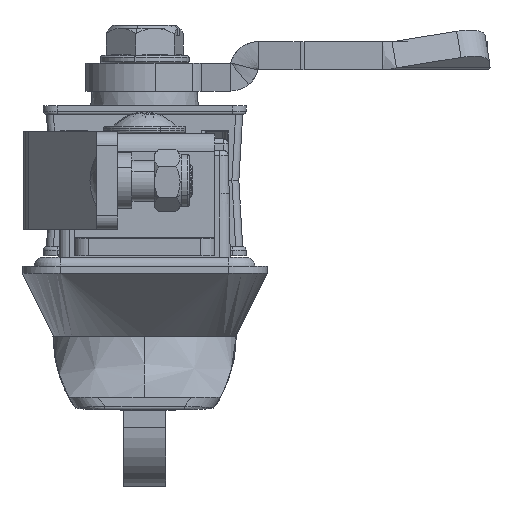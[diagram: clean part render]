
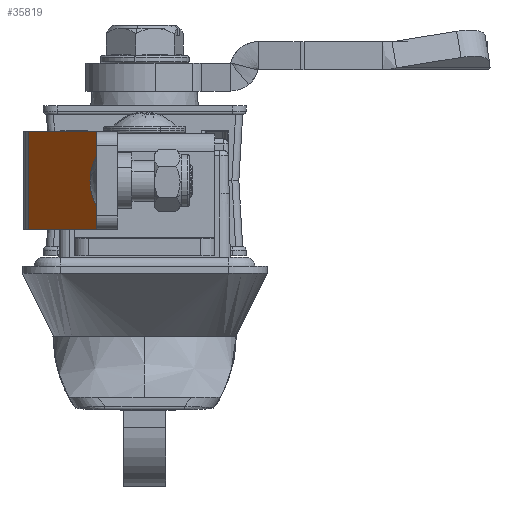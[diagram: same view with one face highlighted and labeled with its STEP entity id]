
A CAD part, left-side view. The second image highlights one B-rep face of the part: STEP entity #35819.
In plain terms, the highlighted planar face has unit normal (-0.628, 0.778, 0).
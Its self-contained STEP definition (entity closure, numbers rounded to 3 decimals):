
#104 = EDGE_CURVE ( 'NONE', #31273, #14494, #17800, .T. ) ;
#1812 = EDGE_CURVE ( 'NONE', #14494, #27470, #16467, .T. ) ;
#3715 = CARTESIAN_POINT ( 'NONE',  ( -116.961, 16.578, 5.2 ) ) ;
#4330 = CARTESIAN_POINT ( 'NONE',  ( -128.998, 6.856, 5.2 ) ) ;
#4624 = ORIENTED_EDGE ( 'NONE', *, *, #1812, .T. ) ;
#7998 = VECTOR ( 'NONE', #10869, 1000. ) ;
#9991 = CARTESIAN_POINT ( 'NONE',  ( -128.998, 6.856, 9.867 ) ) ;
#10869 = DIRECTION ( 'NONE',  ( 0.778, 0.628, 0. ) ) ;
#13781 = ORIENTED_EDGE ( 'NONE', *, *, #104, .T. ) ;
#14494 = VERTEX_POINT ( 'NONE', #27023 ) ;
#14678 = CARTESIAN_POINT ( 'NONE',  ( -116.961, 16.578, 19.2 ) ) ;
#15953 = LINE ( 'NONE', #27105, #7998 ) ;
#16467 = B_SPLINE_CURVE_WITH_KNOTS ( 'NONE', 3,
 ( #4330, #9991, #20932, #26414 ),
 .UNSPECIFIED., .F., .F.,
 ( 4, 4 ),
 ( -0.176, 1. ),
 .UNSPECIFIED. ) ;
#17800 = LINE ( 'NONE', #20202, #35715 ) ;
#17958 = CARTESIAN_POINT ( 'NONE',  ( -116.961, 16.578, 5.2 ) ) ;
#19650 = PLANE ( 'NONE',  #25302 ) ;
#20202 = CARTESIAN_POINT ( 'NONE',  ( -116.572, 16.892, 5.2 ) ) ;
#20932 = CARTESIAN_POINT ( 'NONE',  ( -128.998, 6.856, 14.533 ) ) ;
#23208 = EDGE_CURVE ( 'NONE', #31273, #35012, #30737, .T. ) ;
#24941 = CARTESIAN_POINT ( 'NONE',  ( -116.572, 16.892, 6.8 ) ) ;
#25302 = AXIS2_PLACEMENT_3D ( 'NONE', #24941, #30579, #30762 ) ;
#25778 = CARTESIAN_POINT ( 'NONE',  ( -116.961, 16.578, 19.2 ) ) ;
#26010 = CARTESIAN_POINT ( 'NONE',  ( -116.961, 16.578, 14.533 ) ) ;
#26187 = CARTESIAN_POINT ( 'NONE',  ( -128.998, 6.856, 19.2 ) ) ;
#26414 = CARTESIAN_POINT ( 'NONE',  ( -128.998, 6.856, 19.2 ) ) ;
#26462 = EDGE_CURVE ( 'NONE', #27470, #35012, #15953, .T. ) ;
#27023 = CARTESIAN_POINT ( 'NONE',  ( -128.998, 6.856, 5.2 ) ) ;
#27105 = CARTESIAN_POINT ( 'NONE',  ( -116.572, 16.892, 19.2 ) ) ;
#27106 = ORIENTED_EDGE ( 'NONE', *, *, #23208, .F. ) ;
#27470 = VERTEX_POINT ( 'NONE', #26187 ) ;
#28206 = EDGE_LOOP ( 'NONE', ( #30439, #27106, #13781, #4624 ) ) ;
#28763 = DIRECTION ( 'NONE',  ( -0.778, -0.628, 0. ) ) ;
#30396 = FACE_OUTER_BOUND ( 'NONE', #28206, .T. ) ;
#30439 = ORIENTED_EDGE ( 'NONE', *, *, #26462, .T. ) ;
#30579 = DIRECTION ( 'NONE',  ( -0.628, 0.778, 0. ) ) ;
#30737 = B_SPLINE_CURVE_WITH_KNOTS ( 'NONE', 3,
 ( #17958, #34392, #26010, #14678 ),
 .UNSPECIFIED., .F., .F.,
 ( 4, 4 ),
 ( -0.176, 1. ),
 .UNSPECIFIED. ) ;
#30762 = DIRECTION ( 'NONE',  ( -0.778, -0.628, 0. ) ) ;
#31273 = VERTEX_POINT ( 'NONE', #3715 ) ;
#34392 = CARTESIAN_POINT ( 'NONE',  ( -116.961, 16.578, 9.867 ) ) ;
#35012 = VERTEX_POINT ( 'NONE', #25778 ) ;
#35715 = VECTOR ( 'NONE', #28763, 1000. ) ;
#35819 = ADVANCED_FACE ( 'NONE', ( #30396 ), #19650, .T. ) ;
